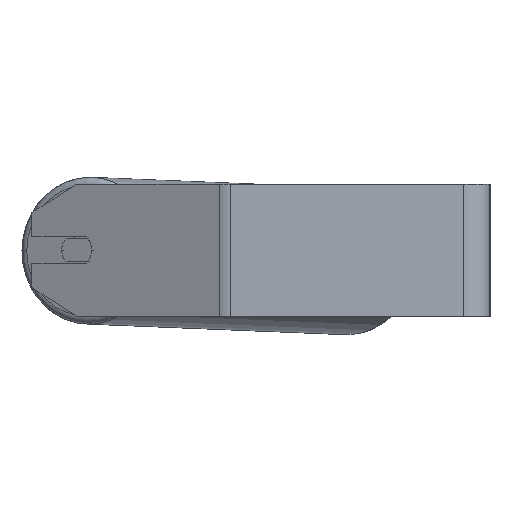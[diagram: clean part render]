
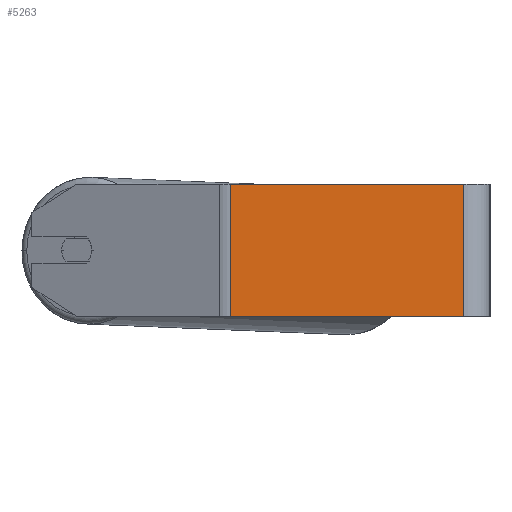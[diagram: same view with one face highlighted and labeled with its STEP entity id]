
A CAD part, left-side view. The second image highlights one B-rep face of the part: STEP entity #5263.
In plain terms, the highlighted planar face has unit normal (-1, 0, 0).
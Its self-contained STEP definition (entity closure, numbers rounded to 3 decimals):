
#38 = FACE_OUTER_BOUND ( 'NONE', #246, .T. ) ;
#246 = EDGE_LOOP ( 'NONE', ( #5143, #1861, #2943, #982 ) ) ;
#515 = EDGE_CURVE ( 'NONE', #5505, #6299, #1390, .T. ) ;
#669 = PLANE ( 'NONE',  #2537 ) ;
#982 = ORIENTED_EDGE ( 'NONE', *, *, #515, .T. ) ;
#1390 = LINE ( 'NONE', #7147, #6968 ) ;
#1421 = DIRECTION ( 'NONE',  ( 0., 0., -1. ) ) ;
#1861 = ORIENTED_EDGE ( 'NONE', *, *, #5031, .F. ) ;
#2000 = EDGE_CURVE ( 'NONE', #6299, #6223, #6007, .T. ) ;
#2146 = VECTOR ( 'NONE', #7171, 1000. ) ;
#2442 = CARTESIAN_POINT ( 'NONE',  ( -420., 157.284, 40. ) ) ;
#2537 = AXIS2_PLACEMENT_3D ( 'NONE', #5057, #3215, #4919 ) ;
#2943 = ORIENTED_EDGE ( 'NONE', *, *, #6841, .F. ) ;
#3134 = VECTOR ( 'NONE', #4059, 1000. ) ;
#3215 = DIRECTION ( 'NONE',  ( 1., 0., 0. ) ) ;
#3253 = CARTESIAN_POINT ( 'NONE',  ( -420., 157.284, -40. ) ) ;
#4020 = LINE ( 'NONE', #5807, #3134 ) ;
#4059 = DIRECTION ( 'NONE',  ( 0., -1., 0. ) ) ;
#4226 = VERTEX_POINT ( 'NONE', #5215 ) ;
#4919 = DIRECTION ( 'NONE',  ( 0., 0., -1. ) ) ;
#5031 = EDGE_CURVE ( 'NONE', #4226, #6223, #5114, .T. ) ;
#5057 = CARTESIAN_POINT ( 'NONE',  ( -420., 160.831, 40. ) ) ;
#5114 = LINE ( 'NONE', #5235, #6131 ) ;
#5143 = ORIENTED_EDGE ( 'NONE', *, *, #2000, .T. ) ;
#5215 = CARTESIAN_POINT ( 'NONE',  ( -420., 16., 40. ) ) ;
#5235 = CARTESIAN_POINT ( 'NONE',  ( -420., 16., 40. ) ) ;
#5263 = ADVANCED_FACE ( 'NONE', ( #38 ), #669, .F. ) ;
#5379 = CARTESIAN_POINT ( 'NONE',  ( -420., 16., -40. ) ) ;
#5505 = VERTEX_POINT ( 'NONE', #2442 ) ;
#5807 = CARTESIAN_POINT ( 'NONE',  ( -420., 160.831, 40. ) ) ;
#5826 = DIRECTION ( 'NONE',  ( 0., 0., -1. ) ) ;
#6007 = LINE ( 'NONE', #7102, #2146 ) ;
#6131 = VECTOR ( 'NONE', #5826, 1000. ) ;
#6223 = VERTEX_POINT ( 'NONE', #5379 ) ;
#6299 = VERTEX_POINT ( 'NONE', #3253 ) ;
#6841 = EDGE_CURVE ( 'NONE', #5505, #4226, #4020, .T. ) ;
#6968 = VECTOR ( 'NONE', #1421, 1000. ) ;
#7102 = CARTESIAN_POINT ( 'NONE',  ( -420., 160.831, -40. ) ) ;
#7147 = CARTESIAN_POINT ( 'NONE',  ( -420., 157.284, 40. ) ) ;
#7171 = DIRECTION ( 'NONE',  ( 0., -1., 0. ) ) ;
